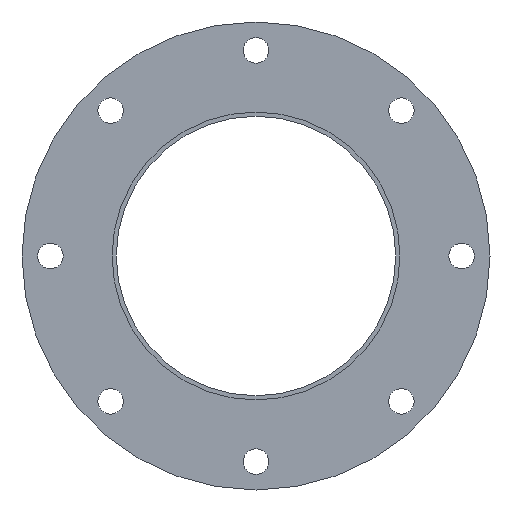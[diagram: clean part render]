
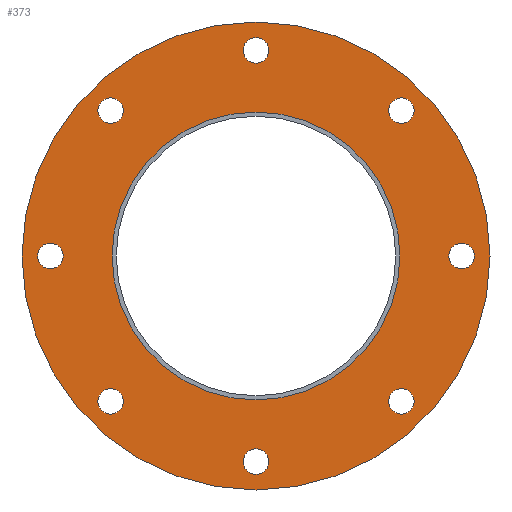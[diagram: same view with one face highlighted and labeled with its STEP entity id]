
A CAD part, left-side view. The second image highlights one B-rep face of the part: STEP entity #373.
In plain terms, the highlighted planar face has unit normal (-1, 0, 0).
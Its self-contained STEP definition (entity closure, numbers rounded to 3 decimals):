
#24=FACE_BOUND('',#75,.T.);
#25=FACE_BOUND('',#76,.T.);
#26=FACE_BOUND('',#77,.T.);
#27=FACE_BOUND('',#78,.T.);
#28=FACE_BOUND('',#79,.T.);
#29=FACE_BOUND('',#80,.T.);
#30=FACE_BOUND('',#81,.T.);
#31=FACE_BOUND('',#82,.T.);
#32=FACE_BOUND('',#83,.T.);
#36=PLANE('',#439);
#49=FACE_OUTER_BOUND('',#74,.T.);
#74=EDGE_LOOP('',(#313,#314));
#75=EDGE_LOOP('',(#315));
#76=EDGE_LOOP('',(#316));
#77=EDGE_LOOP('',(#317));
#78=EDGE_LOOP('',(#318));
#79=EDGE_LOOP('',(#319));
#80=EDGE_LOOP('',(#320));
#81=EDGE_LOOP('',(#321));
#82=EDGE_LOOP('',(#322));
#83=EDGE_LOOP('',(#323,#324));
#117=CIRCLE('',#402,4.5);
#120=CIRCLE('',#406,4.5);
#123=CIRCLE('',#410,4.5);
#126=CIRCLE('',#414,4.5);
#129=CIRCLE('',#418,4.5);
#132=CIRCLE('',#422,4.5);
#135=CIRCLE('',#426,4.5);
#138=CIRCLE('',#430,4.5);
#143=CIRCLE('',#437,82.5);
#144=CIRCLE('',#438,82.5);
#145=CIRCLE('',#440,50.75);
#146=CIRCLE('',#441,50.75);
#157=VERTEX_POINT('',#587);
#160=VERTEX_POINT('',#595);
#163=VERTEX_POINT('',#603);
#166=VERTEX_POINT('',#611);
#169=VERTEX_POINT('',#619);
#172=VERTEX_POINT('',#627);
#175=VERTEX_POINT('',#635);
#178=VERTEX_POINT('',#643);
#183=VERTEX_POINT('',#656);
#184=VERTEX_POINT('',#657);
#185=VERTEX_POINT('',#662);
#186=VERTEX_POINT('',#663);
#198=EDGE_CURVE('',#157,#157,#117,.T.);
#202=EDGE_CURVE('',#160,#160,#120,.T.);
#206=EDGE_CURVE('',#163,#163,#123,.T.);
#210=EDGE_CURVE('',#166,#166,#126,.T.);
#214=EDGE_CURVE('',#169,#169,#129,.T.);
#218=EDGE_CURVE('',#172,#172,#132,.T.);
#222=EDGE_CURVE('',#175,#175,#135,.T.);
#226=EDGE_CURVE('',#178,#178,#138,.T.);
#231=EDGE_CURVE('',#183,#184,#143,.T.);
#232=EDGE_CURVE('',#184,#183,#144,.T.);
#234=EDGE_CURVE('',#185,#186,#145,.T.);
#235=EDGE_CURVE('',#186,#185,#146,.T.);
#313=ORIENTED_EDGE('',*,*,#231,.T.);
#314=ORIENTED_EDGE('',*,*,#232,.T.);
#315=ORIENTED_EDGE('',*,*,#198,.T.);
#316=ORIENTED_EDGE('',*,*,#202,.T.);
#317=ORIENTED_EDGE('',*,*,#206,.T.);
#318=ORIENTED_EDGE('',*,*,#210,.T.);
#319=ORIENTED_EDGE('',*,*,#214,.T.);
#320=ORIENTED_EDGE('',*,*,#218,.T.);
#321=ORIENTED_EDGE('',*,*,#222,.T.);
#322=ORIENTED_EDGE('',*,*,#226,.T.);
#323=ORIENTED_EDGE('',*,*,#234,.F.);
#324=ORIENTED_EDGE('',*,*,#235,.F.);
#373=ADVANCED_FACE('',(#49,#24,#25,#26,#27,#28,#29,#30,#31,#32),#36,.T.);
#402=AXIS2_PLACEMENT_3D('',#589,#464,#465);
#406=AXIS2_PLACEMENT_3D('',#597,#473,#474);
#410=AXIS2_PLACEMENT_3D('',#605,#482,#483);
#414=AXIS2_PLACEMENT_3D('',#613,#491,#492);
#418=AXIS2_PLACEMENT_3D('',#621,#500,#501);
#422=AXIS2_PLACEMENT_3D('',#629,#509,#510);
#426=AXIS2_PLACEMENT_3D('',#637,#518,#519);
#430=AXIS2_PLACEMENT_3D('',#645,#527,#528);
#437=AXIS2_PLACEMENT_3D('',#658,#541,#542);
#438=AXIS2_PLACEMENT_3D('',#659,#543,#544);
#439=AXIS2_PLACEMENT_3D('',#661,#546,#547);
#440=AXIS2_PLACEMENT_3D('',#664,#548,#549);
#441=AXIS2_PLACEMENT_3D('',#665,#550,#551);
#464=DIRECTION('center_axis',(1.,0.,0.));
#465=DIRECTION('ref_axis',(0.,0.707,-0.707));
#473=DIRECTION('center_axis',(1.,0.,0.));
#474=DIRECTION('ref_axis',(0.,1.,0.));
#482=DIRECTION('center_axis',(1.,0.,0.));
#483=DIRECTION('ref_axis',(0.,0.707,0.707));
#491=DIRECTION('center_axis',(1.,0.,0.));
#492=DIRECTION('ref_axis',(0.,0.,1.));
#500=DIRECTION('center_axis',(1.,0.,0.));
#501=DIRECTION('ref_axis',(0.,-0.707,0.707));
#509=DIRECTION('center_axis',(1.,0.,0.));
#510=DIRECTION('ref_axis',(0.,-1.,0.));
#518=DIRECTION('center_axis',(1.,0.,0.));
#519=DIRECTION('ref_axis',(0.,-0.707,-0.707));
#527=DIRECTION('center_axis',(1.,0.,0.));
#528=DIRECTION('ref_axis',(0.,0.,-1.));
#541=DIRECTION('center_axis',(-1.,0.,0.));
#542=DIRECTION('ref_axis',(0.,0.,1.));
#543=DIRECTION('center_axis',(-1.,0.,0.));
#544=DIRECTION('ref_axis',(0.,0.,1.));
#546=DIRECTION('center_axis',(-1.,0.,0.));
#547=DIRECTION('ref_axis',(0.,0.,1.));
#548=DIRECTION('center_axis',(-1.,0.,0.));
#549=DIRECTION('ref_axis',(0.,0.,1.));
#550=DIRECTION('center_axis',(-1.,0.,0.));
#551=DIRECTION('ref_axis',(0.,0.,1.));
#587=CARTESIAN_POINT('',(-12.,-54.447,54.447));
#589=CARTESIAN_POINT('Origin',(-12.,-51.265,51.265));
#595=CARTESIAN_POINT('',(-12.,-77.,0.));
#597=CARTESIAN_POINT('Origin',(-12.,-72.5,0.));
#603=CARTESIAN_POINT('',(-12.,-54.447,-54.447));
#605=CARTESIAN_POINT('Origin',(-12.,-51.265,-51.265));
#611=CARTESIAN_POINT('',(-12.,0.,-77.));
#613=CARTESIAN_POINT('Origin',(-12.,0.,-72.5));
#619=CARTESIAN_POINT('',(-12.,54.447,-54.447));
#621=CARTESIAN_POINT('Origin',(-12.,51.265,-51.265));
#627=CARTESIAN_POINT('',(-12.,77.,0.));
#629=CARTESIAN_POINT('Origin',(-12.,72.5,0.));
#635=CARTESIAN_POINT('',(-12.,54.447,54.447));
#637=CARTESIAN_POINT('Origin',(-12.,51.265,51.265));
#643=CARTESIAN_POINT('',(-12.,0.,77.));
#645=CARTESIAN_POINT('Origin',(-12.,0.,72.5));
#656=CARTESIAN_POINT('',(-12.,0.,82.5));
#657=CARTESIAN_POINT('',(-12.,0.,-82.5));
#658=CARTESIAN_POINT('Origin',(-12.,0.,0.));
#659=CARTESIAN_POINT('Origin',(-12.,0.,0.));
#661=CARTESIAN_POINT('Origin',(-12.,0.,50.75));
#662=CARTESIAN_POINT('',(-12.,0.,50.75));
#663=CARTESIAN_POINT('',(-12.,0.,-50.75));
#664=CARTESIAN_POINT('Origin',(-12.,0.,0.));
#665=CARTESIAN_POINT('Origin',(-12.,0.,0.));
